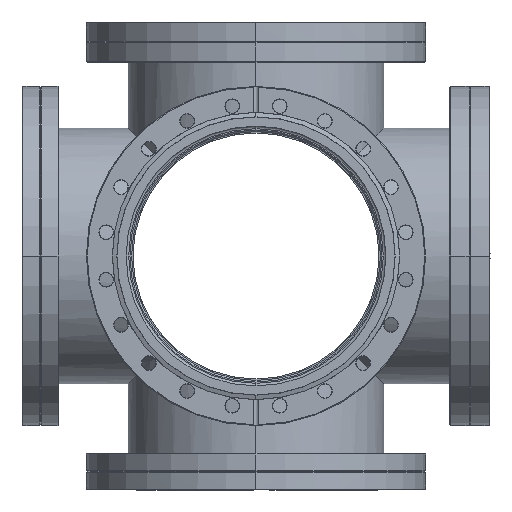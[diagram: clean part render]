
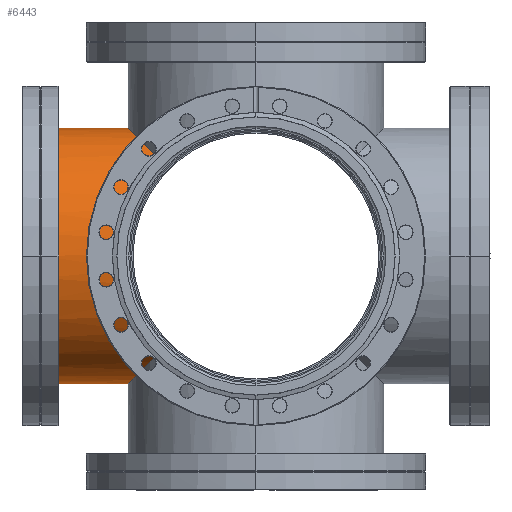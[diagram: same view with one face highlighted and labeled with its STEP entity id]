
A CAD part, left-side view. The second image highlights one B-rep face of the part: STEP entity #6443.
In plain terms, the highlighted cylindrical face has radius 76.2 mm (diameter 152.4 mm), a partial arc.
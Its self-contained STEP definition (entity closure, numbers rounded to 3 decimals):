
#48 = CARTESIAN_POINT ( 'NONE',  ( 0., 127., 76.2 ) ) ;
#107 = CARTESIAN_POINT ( 'NONE',  ( -59.802, 59.93, -47.279 ) ) ;
#153 = CARTESIAN_POINT ( 'NONE',  ( -70.707, 70.815, -28.516 ) ) ;
#212 = CARTESIAN_POINT ( 'NONE',  ( -74.778, 74.88, 14.711 ) ) ;
#265 = CARTESIAN_POINT ( 'NONE',  ( -75.474, 75.575, -10.833 ) ) ;
#690 = VERTEX_POINT ( 'NONE', #8950 ) ;
#800 = VERTEX_POINT ( 'NONE', #2245 ) ;
#932 = CARTESIAN_POINT ( 'NONE',  ( -71.649, 71.756, 26.067 ) ) ;
#978 = CARTESIAN_POINT ( 'NONE',  ( -63.233, 63.354, -42.537 ) ) ;
#1028 = CARTESIAN_POINT ( 'NONE',  ( -72.638, 72.743, -23.035 ) ) ;
#1064 = VERTEX_POINT ( 'NONE', #2689 ) ;
#1087 = CARTESIAN_POINT ( 'NONE',  ( -55.363, 55.501, 52.37 ) ) ;
#1394 = CARTESIAN_POINT ( 'NONE',  ( 0., 127., 0. ) ) ;
#1457 = EDGE_CURVE ( 'NONE', #10632, #800, #4509, .T. ) ;
#1466 = DIRECTION ( 'NONE',  ( 0., -1., 0. ) ) ;
#1695 = CARTESIAN_POINT ( 'NONE',  ( -76.2, 76.3, 2.699 ) ) ;
#1744 = CARTESIAN_POINT ( 'NONE',  ( -76.164, 76.264, -2.719 ) ) ;
#1897 = CARTESIAN_POINT ( 'NONE',  ( -67.578, 67.691, -35.292 ) ) ;
#1904 = DIRECTION ( 'NONE',  ( 0., -1., 0. ) ) ;
#2245 = CARTESIAN_POINT ( 'NONE',  ( -53.811, 53.952, 53.952 ) ) ;
#2463 = LINE ( 'NONE', #5729, #5924 ) ;
#2531 = VERTEX_POINT ( 'NONE', #10316 ) ;
#2572 = CARTESIAN_POINT ( 'NONE',  ( -76.008, 76.108, -5.446 ) ) ;
#2622 = CARTESIAN_POINT ( 'NONE',  ( -59.846, 59.973, 47.225 ) ) ;
#2677 = CARTESIAN_POINT ( 'NONE',  ( -75.453, 75.554, 10.729 ) ) ;
#2689 = CARTESIAN_POINT ( 'NONE',  ( 0., 76.2, -76.2 ) ) ;
#2725 = EDGE_CURVE ( 'NONE', #9336, #690, #2463, .T. ) ;
#2731 = CARTESIAN_POINT ( 'NONE',  ( -73.251, 73.355, 21.151 ) ) ;
#3383 = CARTESIAN_POINT ( 'NONE',  ( -72.833, 72.938, -22.41 ) ) ;
#3435 = CARTESIAN_POINT ( 'NONE',  ( -75.835, 75.936, -7.476 ) ) ;
#3439 = LINE ( 'NONE', #10263, #7534 ) ;
#3471 = EDGE_CURVE ( 'NONE', #800, #690, #7616, .T. ) ;
#3487 = CARTESIAN_POINT ( 'NONE',  ( -73.208, 73.312, -21.154 ) ) ;
#3548 = CARTESIAN_POINT ( 'NONE',  ( -73.938, 74.041, 18.622 ) ) ;
#3684 = ORIENTED_EDGE ( 'NONE', *, *, #5865, .F. ) ;
#3743 = CARTESIAN_POINT ( 'NONE',  ( -20.444, 76.2, 76.2 ) ) ;
#3834 = CARTESIAN_POINT ( 'NONE',  ( -53.811, 53.952, -53.952 ) ) ;
#3852 = EDGE_CURVE ( 'NONE', #1064, #10632, #5423, .T. ) ;
#3963 = DIRECTION ( 'NONE',  ( 0., 0., -1. ) ) ;
#4023 = CYLINDRICAL_SURFACE ( 'NONE', #4225, 76.2 ) ;
#4099 = ORIENTED_EDGE ( 'NONE', *, *, #1457, .T. ) ;
#4212 = CARTESIAN_POINT ( 'NONE',  ( -55.371, 55.508, -52.396 ) ) ;
#4225 = AXIS2_PLACEMENT_3D ( 'NONE', #1394, #5663, #3963 ) ;
#4264 = CARTESIAN_POINT ( 'NONE',  ( -70.734, 70.841, 28.454 ) ) ;
#4363 = CARTESIAN_POINT ( 'NONE',  ( -76.057, 76.157, 5.388 ) ) ;
#4421 = CARTESIAN_POINT ( 'NONE',  ( -54.592, 54.731, 53.173 ) ) ;
#4509 = B_SPLINE_CURVE_WITH_KNOTS ( 'NONE', 3,
 ( #9423, #4212, #10205, #107, #8540, #978, #10097, #9326, #5076, #1897, #7554, #153, #5175, #1028, #3383, #3487, #5128, #6893, #8491, #6840, #265, #3435, #6730, #2572, #6781, #1744, #8442, #1695, #4363, #10145, #2677, #5905, #212, #3548, #2731, #932, #4264, #6008, #6060, #7604, #6676, #5230, #2622, #5021, #8602, #1087, #4421, #7773 ),
 .UNSPECIFIED., .F., .F.,
 ( 4, 2, 2, 2, 2, 2, 2, 2, 2, 2, 2, 2, 2, 2, 2, 2, 2, 2, 2, 2, 2, 2, 2, 4 ),
 ( 0.079, 0.087, 0.095, 0.099, 0.103, 0.111, 0.119, 0.122, 0.124, 0.128, 0.136, 0.138, 0.14, 0.144, 0.152, 0.156, 0.16, 0.168, 0.177, 0.185, 0.193, 0.201, 0.205, 0.209 ),
 .UNSPECIFIED. ) ;
#4565 = CARTESIAN_POINT ( 'NONE',  ( -53.811, 53.952, 53.952 ) ) ;
#5021 = CARTESIAN_POINT ( 'NONE',  ( -57.638, 57.77, 49.856 ) ) ;
#5076 = CARTESIAN_POINT ( 'NONE',  ( -65.79, 65.905, -38.466 ) ) ;
#5128 = CARTESIAN_POINT ( 'NONE',  ( -73.387, 73.491, -20.523 ) ) ;
#5175 = CARTESIAN_POINT ( 'NONE',  ( -71.625, 71.731, -26.137 ) ) ;
#5230 = CARTESIAN_POINT ( 'NONE',  ( -61.252, 61.377, 45.388 ) ) ;
#5257 = CARTESIAN_POINT ( 'NONE',  ( -39.336, 68.389, -68.389 ) ) ;
#5308 = CARTESIAN_POINT ( 'NONE',  ( -20.444, 76.2, -76.2 ) ) ;
#5423 =( BOUNDED_CURVE ( )  B_SPLINE_CURVE ( 3, ( #8571, #5308, #5257, #3834 ),
 .UNSPECIFIED., .F., .F. ) 
 B_SPLINE_CURVE_WITH_KNOTS ( ( 4, 4 ),
 ( 0., 0.784 ),
 .UNSPECIFIED. ) 
 CURVE ( )  GEOMETRIC_REPRESENTATION_ITEM ( )  RATIONAL_B_SPLINE_CURVE ( ( 1., 0.949, 0.949, 1. ) ) 
 REPRESENTATION_ITEM ( '' )  );
#5663 = DIRECTION ( 'NONE',  ( 0., -1., 0. ) ) ;
#5729 = CARTESIAN_POINT ( 'NONE',  ( 0., 127., 76.2 ) ) ;
#5865 = EDGE_CURVE ( 'NONE', #2531, #9336, #7891, .T. ) ;
#5905 = CARTESIAN_POINT ( 'NONE',  ( -75.027, 75.129, 13.384 ) ) ;
#5924 = VECTOR ( 'NONE', #1466, 1000. ) ;
#6008 = CARTESIAN_POINT ( 'NONE',  ( -68.685, 68.796, 33.094 ) ) ;
#6024 = EDGE_CURVE ( 'NONE', #2531, #1064, #3439, .T. ) ;
#6060 = CARTESIAN_POINT ( 'NONE',  ( -67.572, 67.685, 35.303 ) ) ;
#6133 = AXIS2_PLACEMENT_3D ( 'NONE', #8390, #7500, #6627 ) ;
#6215 = ORIENTED_EDGE ( 'NONE', *, *, #2725, .F. ) ;
#6443 = ADVANCED_FACE ( 'NONE', ( #7252 ), #4023, .T. ) ;
#6627 = DIRECTION ( 'NONE',  ( 0., 0., 1. ) ) ;
#6676 = CARTESIAN_POINT ( 'NONE',  ( -63.926, 64.045, 41.538 ) ) ;
#6730 = CARTESIAN_POINT ( 'NONE',  ( -75.899, 75.999, -6.801 ) ) ;
#6781 = CARTESIAN_POINT ( 'NONE',  ( -76.054, 76.154, -4.763 ) ) ;
#6840 = CARTESIAN_POINT ( 'NONE',  ( -75.047, 75.149, -13.466 ) ) ;
#6893 = CARTESIAN_POINT ( 'NONE',  ( -73.901, 74.004, -18.622 ) ) ;
#6978 = CARTESIAN_POINT ( 'NONE',  ( -39.336, 68.389, 68.389 ) ) ;
#7252 = FACE_OUTER_BOUND ( 'NONE', #10110, .T. ) ;
#7364 = ORIENTED_EDGE ( 'NONE', *, *, #3471, .T. ) ;
#7500 = DIRECTION ( 'NONE',  ( 0., 1., 0. ) ) ;
#7534 = VECTOR ( 'NONE', #1904, 1000. ) ;
#7554 = CARTESIAN_POINT ( 'NONE',  ( -68.684, 68.795, -33.094 ) ) ;
#7604 = CARTESIAN_POINT ( 'NONE',  ( -65.193, 65.31, 39.525 ) ) ;
#7616 =( BOUNDED_CURVE ( )  B_SPLINE_CURVE ( 3, ( #4565, #6978, #3743, #9569 ),
 .UNSPECIFIED., .F., .F. ) 
 B_SPLINE_CURVE_WITH_KNOTS ( ( 4, 4 ),
 ( 2.358, 3.142 ),
 .UNSPECIFIED. ) 
 CURVE ( )  GEOMETRIC_REPRESENTATION_ITEM ( )  RATIONAL_B_SPLINE_CURVE ( ( 1., 0.949, 0.949, 1. ) ) 
 REPRESENTATION_ITEM ( '' )  );
#7638 = ORIENTED_EDGE ( 'NONE', *, *, #3852, .T. ) ;
#7773 = CARTESIAN_POINT ( 'NONE',  ( -53.811, 53.952, 53.952 ) ) ;
#7891 = CIRCLE ( 'NONE', #6133, 76.2 ) ;
#8390 = CARTESIAN_POINT ( 'NONE',  ( 0., 127., 0. ) ) ;
#8442 = CARTESIAN_POINT ( 'NONE',  ( -76.2, 76.3, -1.362 ) ) ;
#8491 = CARTESIAN_POINT ( 'NONE',  ( -74.212, 74.315, -17.342 ) ) ;
#8540 = CARTESIAN_POINT ( 'NONE',  ( -61.21, 61.334, -45.446 ) ) ;
#8571 = CARTESIAN_POINT ( 'NONE',  ( 0., 76.2, -76.2 ) ) ;
#8602 = CARTESIAN_POINT ( 'NONE',  ( -56.885, 57.019, 50.713 ) ) ;
#8950 = CARTESIAN_POINT ( 'NONE',  ( 0., 76.2, 76.2 ) ) ;
#9326 = CARTESIAN_POINT ( 'NONE',  ( -65.172, 65.289, -39.504 ) ) ;
#9336 = VERTEX_POINT ( 'NONE', #48 ) ;
#9423 = CARTESIAN_POINT ( 'NONE',  ( -53.811, 53.952, -53.952 ) ) ;
#9569 = CARTESIAN_POINT ( 'NONE',  ( 0., 76.2, 76.2 ) ) ;
#9959 = CARTESIAN_POINT ( 'NONE',  ( -53.811, 53.952, -53.952 ) ) ;
#10046 = ORIENTED_EDGE ( 'NONE', *, *, #6024, .T. ) ;
#10097 = CARTESIAN_POINT ( 'NONE',  ( -63.894, 64.013, -41.538 ) ) ;
#10110 = EDGE_LOOP ( 'NONE', ( #6215, #3684, #10046, #7638, #4099, #7364 ) ) ;
#10145 = CARTESIAN_POINT ( 'NONE',  ( -75.63, 75.731, 9.397 ) ) ;
#10205 = CARTESIAN_POINT ( 'NONE',  ( -56.883, 57.016, -50.754 ) ) ;
#10263 = CARTESIAN_POINT ( 'NONE',  ( 0., 127., -76.2 ) ) ;
#10316 = CARTESIAN_POINT ( 'NONE',  ( 0., 127., -76.2 ) ) ;
#10632 = VERTEX_POINT ( 'NONE', #9959 ) ;
